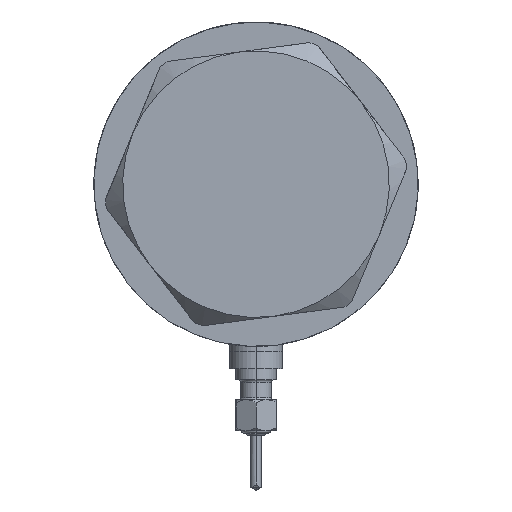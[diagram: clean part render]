
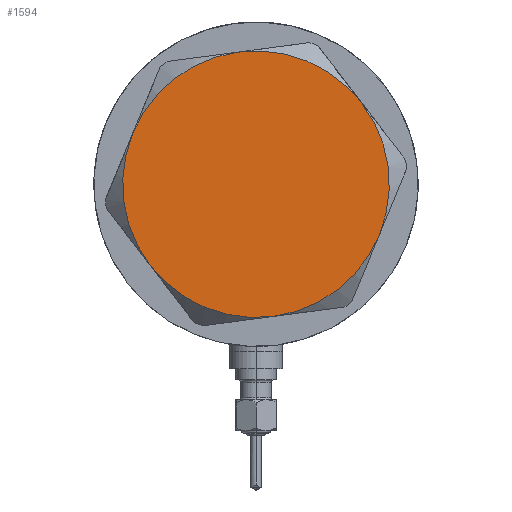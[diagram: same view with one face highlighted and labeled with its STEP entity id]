
A CAD part, left-side view. The second image highlights one B-rep face of the part: STEP entity #1594.
In plain terms, the highlighted face is planar.
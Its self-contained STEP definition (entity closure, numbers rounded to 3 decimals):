
#74 = CARTESIAN_POINT ( 'NONE',  ( -30., 0., 14.5 ) ) ;
#185 = DIRECTION ( 'NONE',  ( 1., 0., 0. ) ) ;
#275 = VERTEX_POINT ( 'NONE', #4392 ) ;
#541 = CARTESIAN_POINT ( 'NONE',  ( 0., 0., 14.5 ) ) ;
#621 = EDGE_CURVE ( 'NONE', #3438, #275, #4179, .T. ) ;
#672 = ORIENTED_EDGE ( 'NONE', *, *, #4470, .T. ) ;
#706 = CARTESIAN_POINT ( 'NONE',  ( 0., 0., 14.5 ) ) ;
#761 = CARTESIAN_POINT ( 'NONE',  ( 0., 0., 14.5 ) ) ;
#887 = DIRECTION ( 'NONE',  ( 1., 0., 0. ) ) ;
#908 = DIRECTION ( 'NONE',  ( 0., 0., 1. ) ) ;
#1070 = DIRECTION ( 'NONE',  ( 1., 0., 0. ) ) ;
#1321 = DIRECTION ( 'NONE',  ( 0., 0., 1. ) ) ;
#1371 = CIRCLE ( 'NONE', #1895, 30. ) ;
#1538 = CARTESIAN_POINT ( 'NONE',  ( 0., 0., 14.5 ) ) ;
#1594 = ADVANCED_FACE ( 'NONE', ( #2937 ), #6345, .T. ) ;
#1605 = ORIENTED_EDGE ( 'NONE', *, *, #3827, .T. ) ;
#1683 = EDGE_CURVE ( 'NONE', #1971, #4569, #3441, .T. ) ;
#1737 = DIRECTION ( 'NONE',  ( 0., 0., 1. ) ) ;
#1766 = CARTESIAN_POINT ( 'NONE',  ( 30., 0., 14.5 ) ) ;
#1895 = AXIS2_PLACEMENT_3D ( 'NONE', #1538, #6119, #6047 ) ;
#1971 = VERTEX_POINT ( 'NONE', #1766 ) ;
#2218 = AXIS2_PLACEMENT_3D ( 'NONE', #761, #1321, #887 ) ;
#2327 = AXIS2_PLACEMENT_3D ( 'NONE', #5497, #5886, #3434 ) ;
#2892 = VERTEX_POINT ( 'NONE', #4591 ) ;
#2937 = FACE_OUTER_BOUND ( 'NONE', #3785, .T. ) ;
#3115 = ORIENTED_EDGE ( 'NONE', *, *, #6317, .T. ) ;
#3163 = CIRCLE ( 'NONE', #3685, 30. ) ;
#3391 = EDGE_CURVE ( 'NONE', #4569, #2892, #1371, .T. ) ;
#3434 = DIRECTION ( 'NONE',  ( 1., 0., 0. ) ) ;
#3438 = VERTEX_POINT ( 'NONE', #3529 ) ;
#3441 = CIRCLE ( 'NONE', #6373, 30. ) ;
#3529 = CARTESIAN_POINT ( 'NONE',  ( -15., -25.981, 14.5 ) ) ;
#3561 = DIRECTION ( 'NONE',  ( 0., 0., 1. ) ) ;
#3685 = AXIS2_PLACEMENT_3D ( 'NONE', #706, #1737, #185 ) ;
#3785 = EDGE_LOOP ( 'NONE', ( #672, #5955, #5580, #3115, #1605, #6468 ) ) ;
#3827 = EDGE_CURVE ( 'NONE', #5682, #3438, #5565, .T. ) ;
#3891 = CARTESIAN_POINT ( 'NONE',  ( 0., 0., 14.5 ) ) ;
#3943 = CARTESIAN_POINT ( 'NONE',  ( 15., 25.981, 14.5 ) ) ;
#4086 = AXIS2_PLACEMENT_3D ( 'NONE', #4943, #908, #6318 ) ;
#4179 = CIRCLE ( 'NONE', #4383, 30. ) ;
#4358 = DIRECTION ( 'NONE',  ( 0., 0., 1. ) ) ;
#4383 = AXIS2_PLACEMENT_3D ( 'NONE', #541, #3561, #1070 ) ;
#4392 = CARTESIAN_POINT ( 'NONE',  ( 15., -25.981, 14.5 ) ) ;
#4470 = EDGE_CURVE ( 'NONE', #275, #1971, #3163, .T. ) ;
#4569 = VERTEX_POINT ( 'NONE', #3943 ) ;
#4591 = CARTESIAN_POINT ( 'NONE',  ( -15., 25.981, 14.5 ) ) ;
#4943 = CARTESIAN_POINT ( 'NONE',  ( 0., 0., 14.5 ) ) ;
#5497 = CARTESIAN_POINT ( 'NONE',  ( 0., 0., 14.5 ) ) ;
#5565 = CIRCLE ( 'NONE', #2218, 30. ) ;
#5580 = ORIENTED_EDGE ( 'NONE', *, *, #3391, .T. ) ;
#5682 = VERTEX_POINT ( 'NONE', #74 ) ;
#5886 = DIRECTION ( 'NONE',  ( 0., 0., 1. ) ) ;
#5955 = ORIENTED_EDGE ( 'NONE', *, *, #1683, .T. ) ;
#6047 = DIRECTION ( 'NONE',  ( 1., 0., 0. ) ) ;
#6119 = DIRECTION ( 'NONE',  ( 0., 0., 1. ) ) ;
#6203 = CIRCLE ( 'NONE', #2327, 30. ) ;
#6317 = EDGE_CURVE ( 'NONE', #2892, #5682, #6203, .T. ) ;
#6318 = DIRECTION ( 'NONE',  ( 1., 0., 0. ) ) ;
#6345 = PLANE ( 'NONE',  #4086 ) ;
#6373 = AXIS2_PLACEMENT_3D ( 'NONE', #3891, #4358, #6448 ) ;
#6448 = DIRECTION ( 'NONE',  ( 1., 0., 0. ) ) ;
#6468 = ORIENTED_EDGE ( 'NONE', *, *, #621, .T. ) ;
